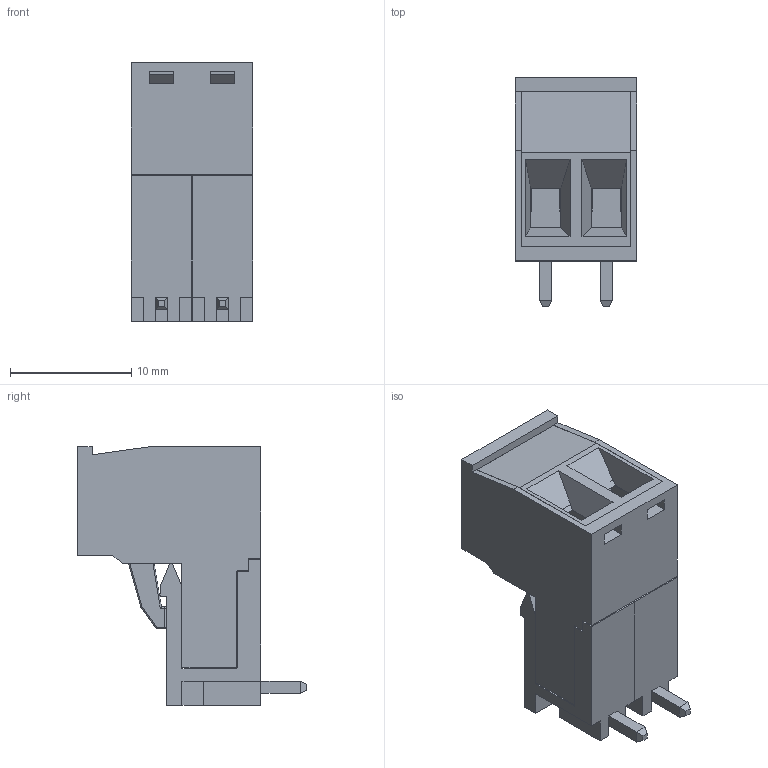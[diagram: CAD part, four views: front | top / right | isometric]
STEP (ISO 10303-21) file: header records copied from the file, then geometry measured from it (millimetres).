
FILE_DESCRIPTION (( 'STEP AP214' ), '1' );
FILE_NAME ('2P.STEP', '2021-08-08T18:59:10', ( '' ), ( '' ), 'SwSTEP 2.0', 'SolidWorks 2020', '' );
FILE_SCHEMA (( 'AUTOMOTIVE_DESIGN' ));
Length unit declared in the file: millimetre
Products named in the file (11): 691352710002.stp; 2P.stp; 691352710002_COFFRE.stp; 6913527100xx_VIS.stp; Socket; 2P; 6913527100xx_PIN.stp; 1P; Metal; 6913527100xxCAGE.stp
Assembly tree (15 placements, depth 3):
  2P
    2P.stp
      6913527100xx_PIN.stp  x2
      6913527100xxCAGE.stp  x2
      6913527100xx_VIS.stp  x2
      691352710002.stp
      691352710002_COFFRE.stp
    1P
      Metal
      Socket
    1P
      Metal
      Socket
Bounding box: 10 x 18.85 x 21.32 mm (x, y, z)
Volume: 1547.5 mm3; surface area: 4205.7 mm2
Topology: 12 solids, 12 shells, 602 faces, 1628 edges, 1050 vertices
Faces by surface type: plane 416, cylinder 156, cone 16, sphere 8, torus 6
Entity records: 13160 total; most frequent: CARTESIAN_POINT 2373, ORIENTED_EDGE 2186, DIRECTION 2104, EDGE_CURVE 1093, VECTOR 874, LINE 874, VERTEX_POINT 708, AXIS2_PLACEMENT_3D 615
